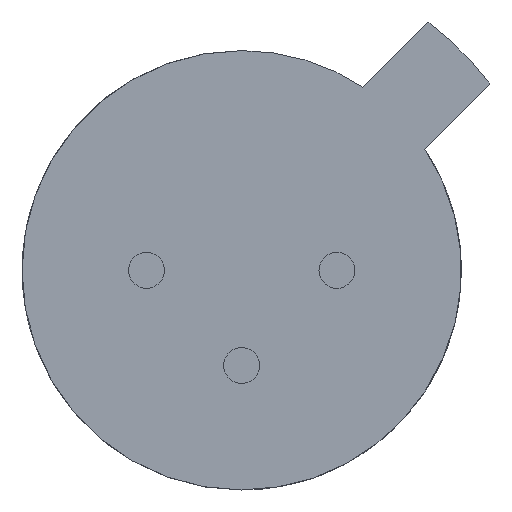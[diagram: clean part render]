
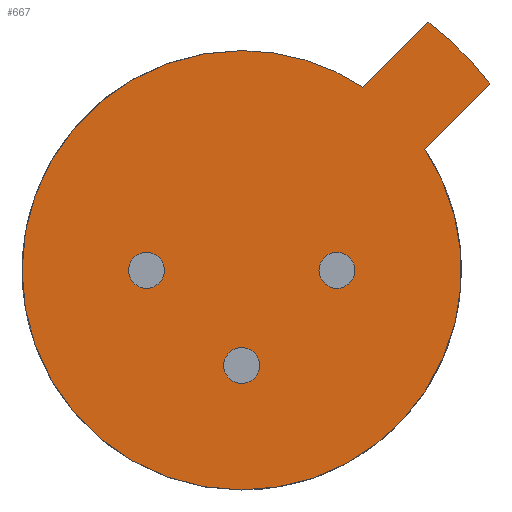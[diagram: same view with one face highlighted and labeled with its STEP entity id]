
A CAD part, left-side view. The second image highlights one B-rep face of the part: STEP entity #667.
In plain terms, the highlighted planar face has unit normal (-1, 0, 0).
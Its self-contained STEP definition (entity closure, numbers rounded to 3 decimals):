
#4 = CARTESIAN_POINT ( 'NONE',  ( 0., 1.27, 0. ) ) ;
#17 = DIRECTION ( 'NONE',  ( 1., 0., 0. ) ) ;
#19 = FACE_BOUND ( 'NONE', #603, .T. ) ;
#27 = AXIS2_PLACEMENT_3D ( 'NONE', #86, #562, #559 ) ;
#32 = CARTESIAN_POINT ( 'NONE',  ( 0., -1.27, -0.24 ) ) ;
#38 = DIRECTION ( 'NONE',  ( -1., 0., 0. ) ) ;
#39 = CARTESIAN_POINT ( 'NONE',  ( 0., 0., 0. ) ) ;
#41 = CARTESIAN_POINT ( 'NONE',  ( 0., -1.27, 0.24 ) ) ;
#42 = FACE_OUTER_BOUND ( 'NONE', #157, .T. ) ;
#52 = ORIENTED_EDGE ( 'NONE', *, *, #761, .F. ) ;
#53 = CARTESIAN_POINT ( 'NONE',  ( 0., -3.098, 3.925 ) ) ;
#65 = EDGE_CURVE ( 'NONE', #601, #580, #449, .T. ) ;
#86 = CARTESIAN_POINT ( 'NONE',  ( 0., 1.27, 0. ) ) ;
#87 = EDGE_CURVE ( 'NONE', #754, #515, #137, .T. ) ;
#88 = DIRECTION ( 'NONE',  ( 0., 0., 1. ) ) ;
#100 = AXIS2_PLACEMENT_3D ( 'NONE', #4, #553, #369 ) ;
#101 = CIRCLE ( 'NONE', #100, 0.24 ) ;
#112 = EDGE_LOOP ( 'NONE', ( #213, #205 ) ) ;
#117 = CARTESIAN_POINT ( 'NONE',  ( 0., 0., 2.93 ) ) ;
#137 = CIRCLE ( 'NONE', #27, 0.24 ) ;
#138 = DIRECTION ( 'NONE',  ( 0., 0., 1. ) ) ;
#142 = VECTOR ( 'NONE', #187, 1000. ) ;
#157 = EDGE_LOOP ( 'NONE', ( #404, #52, #709, #184, #737, #685 ) ) ;
#174 = CARTESIAN_POINT ( 'NONE',  ( 0., -3.312, 2.484 ) ) ;
#178 = AXIS2_PLACEMENT_3D ( 'NONE', #447, #17, #334 ) ;
#182 = CARTESIAN_POINT ( 'NONE',  ( 0., -2.484, 3.312 ) ) ;
#183 = LINE ( 'NONE', #643, #459 ) ;
#184 = ORIENTED_EDGE ( 'NONE', *, *, #409, .F. ) ;
#186 = CARTESIAN_POINT ( 'NONE',  ( 0., 0., -1.27 ) ) ;
#187 = DIRECTION ( 'NONE',  ( 0., -0.707, 0.707 ) ) ;
#201 = AXIS2_PLACEMENT_3D ( 'NONE', #186, #785, #243 ) ;
#205 = ORIENTED_EDGE ( 'NONE', *, *, #382, .F. ) ;
#213 = ORIENTED_EDGE ( 'NONE', *, *, #245, .F. ) ;
#230 = EDGE_LOOP ( 'NONE', ( #278, #649 ) ) ;
#234 = EDGE_CURVE ( 'NONE', #381, #514, #183, .T. ) ;
#243 = DIRECTION ( 'NONE',  ( 0., 0., 1. ) ) ;
#245 = EDGE_CURVE ( 'NONE', #261, #486, #593, .T. ) ;
#253 = CARTESIAN_POINT ( 'NONE',  ( 0., -1.616, 2.444 ) ) ;
#261 = VERTEX_POINT ( 'NONE', #32 ) ;
#270 = CARTESIAN_POINT ( 'NONE',  ( 0., 0., 0. ) ) ;
#273 = DIRECTION ( 'NONE',  ( 0., 0., -1. ) ) ;
#278 = ORIENTED_EDGE ( 'NONE', *, *, #87, .F. ) ;
#289 = CARTESIAN_POINT ( 'NONE',  ( 0., -2.444, 1.616 ) ) ;
#291 = CARTESIAN_POINT ( 'NONE',  ( 0., 0., -1.51 ) ) ;
#305 = FACE_BOUND ( 'NONE', #230, .T. ) ;
#315 = CARTESIAN_POINT ( 'NONE',  ( 0., 0., -1.27 ) ) ;
#316 = ORIENTED_EDGE ( 'NONE', *, *, #551, .F. ) ;
#333 = DIRECTION ( 'NONE',  ( 0., 0., 1. ) ) ;
#334 = DIRECTION ( 'NONE',  ( 0., 0., 1. ) ) ;
#367 = DIRECTION ( 'NONE',  ( -1., 0., 0. ) ) ;
#369 = DIRECTION ( 'NONE',  ( 0., 0., 1. ) ) ;
#375 = DIRECTION ( 'NONE',  ( 0., 0., 1. ) ) ;
#381 = VERTEX_POINT ( 'NONE', #289 ) ;
#382 = EDGE_CURVE ( 'NONE', #486, #261, #499, .T. ) ;
#389 = CIRCLE ( 'NONE', #436, 4.14 ) ;
#395 = EDGE_CURVE ( 'NONE', #381, #601, #509, .T. ) ;
#396 = CARTESIAN_POINT ( 'NONE',  ( 0., -1.27, 0. ) ) ;
#398 = CARTESIAN_POINT ( 'NONE',  ( 0., -1.27, 0. ) ) ;
#404 = ORIENTED_EDGE ( 'NONE', *, *, #234, .T. ) ;
#409 = EDGE_CURVE ( 'NONE', #580, #721, #442, .T. ) ;
#433 = PLANE ( 'NONE',  #444 ) ;
#436 = AXIS2_PLACEMENT_3D ( 'NONE', #270, #745, #273 ) ;
#438 = AXIS2_PLACEMENT_3D ( 'NONE', #398, #38, #458 ) ;
#442 = CIRCLE ( 'NONE', #521, 2.93 ) ;
#444 = AXIS2_PLACEMENT_3D ( 'NONE', #674, #549, #375 ) ;
#447 = CARTESIAN_POINT ( 'NONE',  ( 0., 0., 0. ) ) ;
#449 = CIRCLE ( 'NONE', #178, 2.93 ) ;
#450 = DIRECTION ( 'NONE',  ( 1., 0., 0. ) ) ;
#452 = VERTEX_POINT ( 'NONE', #182 ) ;
#458 = DIRECTION ( 'NONE',  ( 0., 0., 1. ) ) ;
#459 = VECTOR ( 'NONE', #465, 1000. ) ;
#465 = DIRECTION ( 'NONE',  ( 0., -0.707, 0.707 ) ) ;
#467 = AXIS2_PLACEMENT_3D ( 'NONE', #396, #755, #518 ) ;
#486 = VERTEX_POINT ( 'NONE', #41 ) ;
#499 = CIRCLE ( 'NONE', #467, 0.24 ) ;
#509 = CIRCLE ( 'NONE', #541, 2.93 ) ;
#514 = VERTEX_POINT ( 'NONE', #174 ) ;
#515 = VERTEX_POINT ( 'NONE', #647 ) ;
#516 = CIRCLE ( 'NONE', #201, 0.24 ) ;
#518 = DIRECTION ( 'NONE',  ( 0., 0., 1. ) ) ;
#521 = AXIS2_PLACEMENT_3D ( 'NONE', #568, #691, #333 ) ;
#524 = VERTEX_POINT ( 'NONE', #291 ) ;
#541 = AXIS2_PLACEMENT_3D ( 'NONE', #39, #450, #88 ) ;
#549 = DIRECTION ( 'NONE',  ( -1., 0., 0. ) ) ;
#551 = EDGE_CURVE ( 'NONE', #615, #524, #516, .T. ) ;
#553 = DIRECTION ( 'NONE',  ( -1., 0., 0. ) ) ;
#559 = DIRECTION ( 'NONE',  ( 0., 0., 1. ) ) ;
#562 = DIRECTION ( 'NONE',  ( -1., 0., 0. ) ) ;
#568 = CARTESIAN_POINT ( 'NONE',  ( 0., 0., 0. ) ) ;
#572 = EDGE_CURVE ( 'NONE', #721, #452, #617, .T. ) ;
#573 = ORIENTED_EDGE ( 'NONE', *, *, #640, .F. ) ;
#580 = VERTEX_POINT ( 'NONE', #117 ) ;
#593 = CIRCLE ( 'NONE', #438, 0.24 ) ;
#596 = CARTESIAN_POINT ( 'NONE',  ( 0., 0., -2.93 ) ) ;
#601 = VERTEX_POINT ( 'NONE', #596 ) ;
#603 = EDGE_LOOP ( 'NONE', ( #573, #316 ) ) ;
#615 = VERTEX_POINT ( 'NONE', #658 ) ;
#617 = LINE ( 'NONE', #53, #142 ) ;
#619 = CARTESIAN_POINT ( 'NONE',  ( 0., 1.27, -0.24 ) ) ;
#640 = EDGE_CURVE ( 'NONE', #524, #615, #657, .T. ) ;
#643 = CARTESIAN_POINT ( 'NONE',  ( 0., -3.925, 3.098 ) ) ;
#647 = CARTESIAN_POINT ( 'NONE',  ( 0., 1.27, 0.24 ) ) ;
#648 = FACE_BOUND ( 'NONE', #112, .T. ) ;
#649 = ORIENTED_EDGE ( 'NONE', *, *, #676, .F. ) ;
#657 = CIRCLE ( 'NONE', #766, 0.24 ) ;
#658 = CARTESIAN_POINT ( 'NONE',  ( 0., 0., -1.03 ) ) ;
#667 = ADVANCED_FACE ( 'NONE', ( #305, #648, #19, #42 ), #433, .T. ) ;
#674 = CARTESIAN_POINT ( 'NONE',  ( 0., 0., 0. ) ) ;
#676 = EDGE_CURVE ( 'NONE', #515, #754, #101, .T. ) ;
#685 = ORIENTED_EDGE ( 'NONE', *, *, #395, .F. ) ;
#691 = DIRECTION ( 'NONE',  ( 1., 0., 0. ) ) ;
#709 = ORIENTED_EDGE ( 'NONE', *, *, #572, .F. ) ;
#721 = VERTEX_POINT ( 'NONE', #253 ) ;
#737 = ORIENTED_EDGE ( 'NONE', *, *, #65, .F. ) ;
#745 = DIRECTION ( 'NONE',  ( 1., 0., 0. ) ) ;
#754 = VERTEX_POINT ( 'NONE', #619 ) ;
#755 = DIRECTION ( 'NONE',  ( -1., 0., 0. ) ) ;
#761 = EDGE_CURVE ( 'NONE', #452, #514, #389, .T. ) ;
#766 = AXIS2_PLACEMENT_3D ( 'NONE', #315, #367, #138 ) ;
#785 = DIRECTION ( 'NONE',  ( -1., 0., 0. ) ) ;
